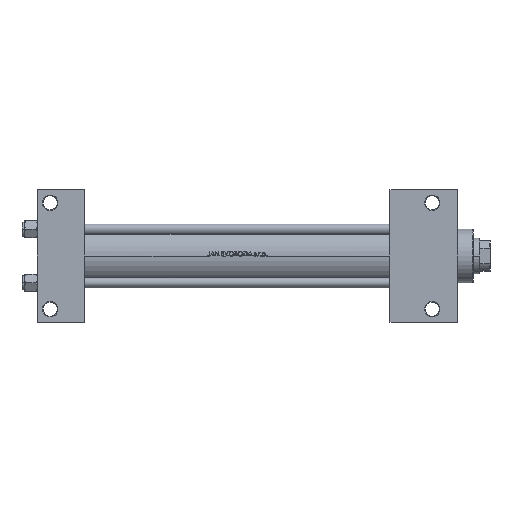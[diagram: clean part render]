
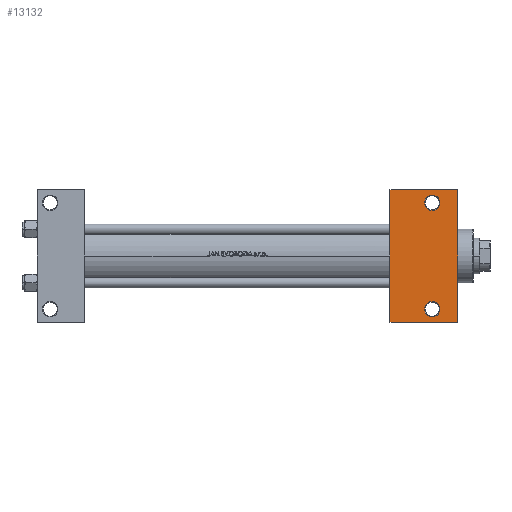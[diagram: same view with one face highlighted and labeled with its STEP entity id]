
A CAD part, front view. The second image highlights one B-rep face of the part: STEP entity #13132.
In plain terms, the highlighted face is planar.
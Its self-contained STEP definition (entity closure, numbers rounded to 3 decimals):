
#69 = CARTESIAN_POINT ( 'NONE',  ( 308., -41.5, -30. ) ) ;
#146 = CARTESIAN_POINT ( 'NONE',  ( 275., 51.5, -30. ) ) ;
#1412 = DIRECTION ( 'NONE',  ( 0., 0., 1. ) ) ;
#1600 = ORIENTED_EDGE ( 'NONE', *, *, #14909, .T. ) ;
#1722 = VERTEX_POINT ( 'NONE', #36373 ) ;
#2482 = VECTOR ( 'NONE', #14279, 1000. ) ;
#2766 = ORIENTED_EDGE ( 'NONE', *, *, #41568, .T. ) ;
#2987 = AXIS2_PLACEMENT_3D ( 'NONE', #24035, #1412, #4929 ) ;
#3023 = AXIS2_PLACEMENT_3D ( 'NONE', #69, #38263, #11123 ) ;
#3467 = CARTESIAN_POINT ( 'NONE',  ( 328., 30., -30. ) ) ;
#3905 = DIRECTION ( 'NONE',  ( 1., 0., 0. ) ) ;
#3932 = CARTESIAN_POINT ( 'NONE',  ( 314., -41.5, -30. ) ) ;
#4030 = CARTESIAN_POINT ( 'NONE',  ( 308., -41.5, -30. ) ) ;
#4929 = DIRECTION ( 'NONE',  ( 0., 1., 0. ) ) ;
#5083 = EDGE_CURVE ( 'NONE', #36447, #45109, #31047, .T. ) ;
#5429 = CIRCLE ( 'NONE', #3023, 6. ) ;
#5886 = CIRCLE ( 'NONE', #33974, 6. ) ;
#6641 = VERTEX_POINT ( 'NONE', #24282 ) ;
#6951 = VERTEX_POINT ( 'NONE', #8339 ) ;
#7827 = CIRCLE ( 'NONE', #2987, 6. ) ;
#8084 = VECTOR ( 'NONE', #34741, 1000. ) ;
#8339 = CARTESIAN_POINT ( 'NONE',  ( 275., -51.5, -30. ) ) ;
#8894 = CARTESIAN_POINT ( 'NONE',  ( 275., -51.5, -30. ) ) ;
#9102 = CARTESIAN_POINT ( 'NONE',  ( 275., 51.5, -30. ) ) ;
#9337 = EDGE_CURVE ( 'NONE', #11657, #6641, #39059, .T. ) ;
#10258 = ORIENTED_EDGE ( 'NONE', *, *, #22915, .F. ) ;
#10862 = CARTESIAN_POINT ( 'NONE',  ( 328., 30., -30. ) ) ;
#11123 = DIRECTION ( 'NONE',  ( 0., 1., 0. ) ) ;
#11657 = VERTEX_POINT ( 'NONE', #3932 ) ;
#12241 = DIRECTION ( 'NONE',  ( 0., 0., 1. ) ) ;
#12834 = ORIENTED_EDGE ( 'NONE', *, *, #34682, .T. ) ;
#13012 = VECTOR ( 'NONE', #43579, 1000. ) ;
#13132 = ADVANCED_FACE ( 'NONE', ( #33255, #49331, #14884 ), #37768, .T. ) ;
#13165 = LINE ( 'NONE', #8894, #13012 ) ;
#14042 = LINE ( 'NONE', #3467, #2482 ) ;
#14279 = DIRECTION ( 'NONE',  ( 0., -1., 0. ) ) ;
#14884 = FACE_OUTER_BOUND ( 'NONE', #17032, .T. ) ;
#14909 = EDGE_CURVE ( 'NONE', #1722, #42454, #7827, .T. ) ;
#14974 = CARTESIAN_POINT ( 'NONE',  ( 328., -51.5, -30. ) ) ;
#15366 = CARTESIAN_POINT ( 'NONE',  ( 275., 30., -30. ) ) ;
#15580 = DIRECTION ( 'NONE',  ( 0., 0., 1. ) ) ;
#15663 = CARTESIAN_POINT ( 'NONE',  ( 314., 41.5, -30. ) ) ;
#16071 = EDGE_LOOP ( 'NONE', ( #34861, #27878 ) ) ;
#16199 = EDGE_CURVE ( 'NONE', #6641, #11657, #5429, .T. ) ;
#17032 = EDGE_LOOP ( 'NONE', ( #10258, #25643, #12834, #2766 ) ) ;
#21507 = AXIS2_PLACEMENT_3D ( 'NONE', #10862, #48588, #21923 ) ;
#21923 = DIRECTION ( 'NONE',  ( 0., 1., 0. ) ) ;
#22519 = VERTEX_POINT ( 'NONE', #14974 ) ;
#22912 = LINE ( 'NONE', #15366, #8084 ) ;
#22915 = EDGE_CURVE ( 'NONE', #36447, #6951, #22912, .T. ) ;
#24035 = CARTESIAN_POINT ( 'NONE',  ( 308., 41.5, -30. ) ) ;
#24282 = CARTESIAN_POINT ( 'NONE',  ( 302., -41.5, -30. ) ) ;
#24629 = AXIS2_PLACEMENT_3D ( 'NONE', #4030, #15580, #30916 ) ;
#25643 = ORIENTED_EDGE ( 'NONE', *, *, #5083, .T. ) ;
#27318 = EDGE_LOOP ( 'NONE', ( #1600, #49433 ) ) ;
#27878 = ORIENTED_EDGE ( 'NONE', *, *, #9337, .T. ) ;
#28467 = VECTOR ( 'NONE', #3905, 1000. ) ;
#30836 = CARTESIAN_POINT ( 'NONE',  ( 308., 41.5, -30. ) ) ;
#30916 = DIRECTION ( 'NONE',  ( 0., 1., 0. ) ) ;
#31047 = LINE ( 'NONE', #146, #28467 ) ;
#33255 = FACE_BOUND ( 'NONE', #27318, .T. ) ;
#33974 = AXIS2_PLACEMENT_3D ( 'NONE', #30836, #12241, #42157 ) ;
#34682 = EDGE_CURVE ( 'NONE', #45109, #22519, #14042, .T. ) ;
#34741 = DIRECTION ( 'NONE',  ( 0., -1., 0. ) ) ;
#34861 = ORIENTED_EDGE ( 'NONE', *, *, #16199, .T. ) ;
#36373 = CARTESIAN_POINT ( 'NONE',  ( 302., 41.5, -30. ) ) ;
#36447 = VERTEX_POINT ( 'NONE', #9102 ) ;
#37768 = PLANE ( 'NONE',  #21507 ) ;
#38117 = CARTESIAN_POINT ( 'NONE',  ( 328., 51.5, -30. ) ) ;
#38263 = DIRECTION ( 'NONE',  ( 0., 0., 1. ) ) ;
#39059 = CIRCLE ( 'NONE', #24629, 6. ) ;
#41168 = EDGE_CURVE ( 'NONE', #42454, #1722, #5886, .T. ) ;
#41568 = EDGE_CURVE ( 'NONE', #22519, #6951, #13165, .T. ) ;
#42157 = DIRECTION ( 'NONE',  ( 0., 1., 0. ) ) ;
#42454 = VERTEX_POINT ( 'NONE', #15663 ) ;
#43579 = DIRECTION ( 'NONE',  ( -1., 0., 0. ) ) ;
#45109 = VERTEX_POINT ( 'NONE', #38117 ) ;
#48588 = DIRECTION ( 'NONE',  ( 0., 0., -1. ) ) ;
#49331 = FACE_BOUND ( 'NONE', #16071, .T. ) ;
#49433 = ORIENTED_EDGE ( 'NONE', *, *, #41168, .T. ) ;
